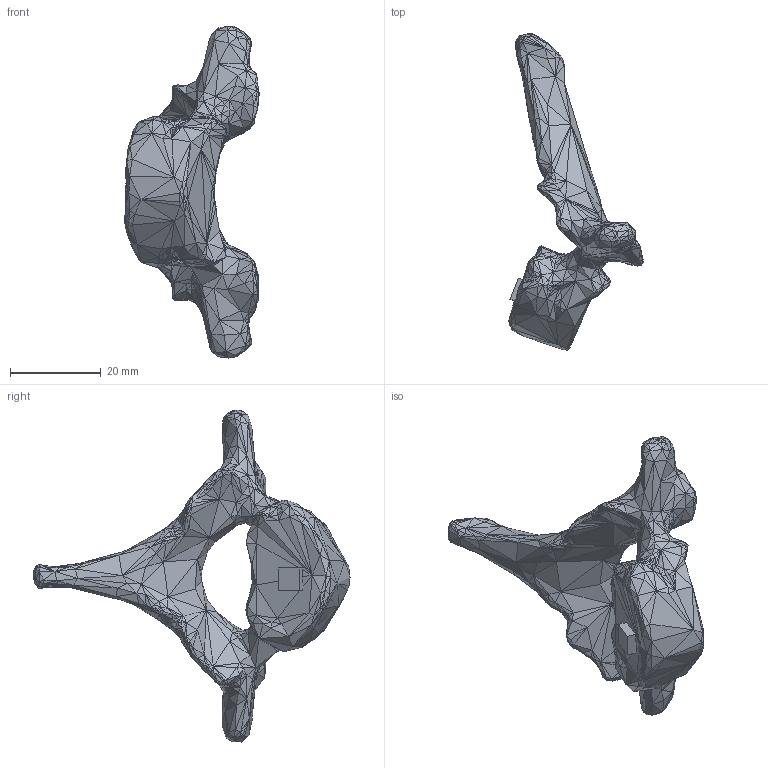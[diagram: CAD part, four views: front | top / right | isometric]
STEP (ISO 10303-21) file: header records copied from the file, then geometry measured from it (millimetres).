
FILE_DESCRIPTION(/* description */ (''),/* implementation_level */ '2;1');
FILE_NAME(/* name */ 'T1_.step',/* time_stamp */ '2022-06-24T15:39:49-04:00',/* author */ (''),/* organization */ (''),/* preprocessor_version */ 'ST-DEVELOPER v19',/* originating_system */ 'Autodesk Translation Framework v11.7.0.108',/* authorisation */ '');
FILE_SCHEMA (('AUTOMOTIVE_DESIGN { 1 0 10303 214 3 1 1 }'));
Length unit declared in the file: millimetre
Products named in the file (1): T1
Bounding box: 29.68 x 69.79 x 73.3 mm (x, y, z)
Volume: 15277 mm3; surface area: 6225 mm2
Topology: 1 solids, 1 shells, 1707 faces, 2571 edges, 864 vertices
Faces by surface type: plane 1707
Entity records: 33422 total; most frequent: DIRECTION 5987, CARTESIAN_POINT 5143, ORIENTED_EDGE 5142, LINE 2571, VECTOR 2571, EDGE_CURVE 2571, AXIS2_PLACEMENT_3D 1708, FACE_OUTER_BOUND 1707
